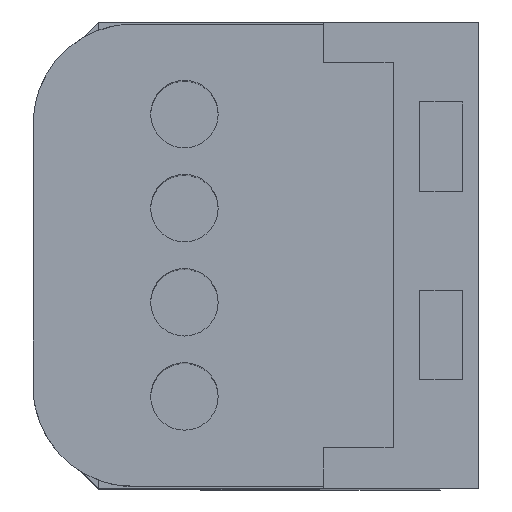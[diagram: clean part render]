
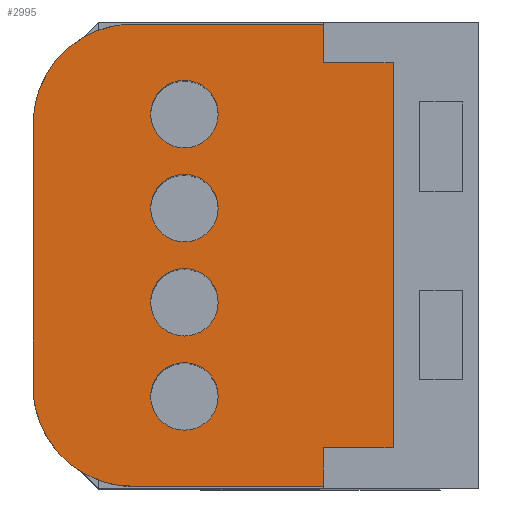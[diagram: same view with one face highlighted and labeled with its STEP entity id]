
A CAD part, top view. The second image highlights one B-rep face of the part: STEP entity #2995.
In plain terms, the highlighted planar face has unit normal (0, 0, 1).
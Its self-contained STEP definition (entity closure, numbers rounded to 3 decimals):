
#2861=AXIS2_PLACEMENT_3D('Plane Axis2P3D',#2858,#2859,#2860) ;
#2925=AXIS2_PLACEMENT_3D('Circle Axis2P3D',#2923,#2924,$) ;
#2934=AXIS2_PLACEMENT_3D('Circle Axis2P3D',#2932,#2933,$) ;
#2943=AXIS2_PLACEMENT_3D('Circle Axis2P3D',#2941,#2942,$) ;
#2952=AXIS2_PLACEMENT_3D('Circle Axis2P3D',#2950,#2951,$) ;
#2961=AXIS2_PLACEMENT_3D('Circle Axis2P3D',#2959,#2960,$) ;
#2970=AXIS2_PLACEMENT_3D('Circle Axis2P3D',#2968,#2969,$) ;
#2979=AXIS2_PLACEMENT_3D('Circle Axis2P3D',#2977,#2978,$) ;
#2988=AXIS2_PLACEMENT_3D('Circle Axis2P3D',#2986,#2987,$) ;
#1627=CARTESIAN_POINT('Vertex',(7.1,1.,21.86)) ;
#1630=CARTESIAN_POINT('Line Origine',(7.1,0.525,21.86)) ;
#1634=CARTESIAN_POINT('Vertex',(7.1,0.05,21.86)) ;
#1865=CARTESIAN_POINT('Vertex',(7.1,10.4,21.86)) ;
#1879=CARTESIAN_POINT('Vertex',(7.1,11.35,21.86)) ;
#1882=CARTESIAN_POINT('Line Origine',(7.1,10.875,21.86)) ;
#2610=CARTESIAN_POINT('Line Origine',(7.95,1.,21.86)) ;
#2614=CARTESIAN_POINT('Vertex',(8.8,1.,21.86)) ;
#2639=CARTESIAN_POINT('Vertex',(8.8,10.4,21.86)) ;
#2642=CARTESIAN_POINT('Line Origine',(8.8,5.7,21.86)) ;
#2655=CARTESIAN_POINT('Line Origine',(7.95,10.4,21.86)) ;
#2858=CARTESIAN_POINT('Axis2P3D Location',(10.9,0.,21.86)) ;
#2864=CARTESIAN_POINT('Control Point',(0.,8.9,21.86)) ;
#2865=CARTESIAN_POINT('Control Point',(0.,9.67,21.86)) ;
#2866=CARTESIAN_POINT('Control Point',(0.301,10.44,21.86)) ;
#2867=CARTESIAN_POINT('Control Point',(0.91,11.049,21.86)) ;
#2868=CARTESIAN_POINT('Control Point',(1.68,11.35,21.86)) ;
#2869=CARTESIAN_POINT('Control Point',(2.45,11.35,21.86)) ;
#2870=CARTESIAN_POINT('Vertex',(0.,8.9,21.86)) ;
#2872=CARTESIAN_POINT('Vertex',(2.45,11.35,21.86)) ;
#2876=CARTESIAN_POINT('Control Point',(0.,2.5,21.86)) ;
#2877=CARTESIAN_POINT('Control Point',(0.,3.78,21.86)) ;
#2878=CARTESIAN_POINT('Control Point',(0.,5.06,21.86)) ;
#2879=CARTESIAN_POINT('Control Point',(0.,6.34,21.86)) ;
#2880=CARTESIAN_POINT('Control Point',(0.,7.62,21.86)) ;
#2881=CARTESIAN_POINT('Control Point',(0.,8.9,21.86)) ;
#2882=CARTESIAN_POINT('Vertex',(0.,2.5,21.86)) ;
#2886=CARTESIAN_POINT('Control Point',(2.5,0.05,21.86)) ;
#2887=CARTESIAN_POINT('Control Point',(1.72,0.034,21.86)) ;
#2888=CARTESIAN_POINT('Control Point',(0.934,0.328,21.86)) ;
#2889=CARTESIAN_POINT('Control Point',(0.309,0.94,21.86)) ;
#2890=CARTESIAN_POINT('Control Point',(0.,1.72,21.86)) ;
#2891=CARTESIAN_POINT('Control Point',(0.,2.5,21.86)) ;
#2892=CARTESIAN_POINT('Vertex',(2.5,0.05,21.86)) ;
#2896=CARTESIAN_POINT('Control Point',(7.1,0.05,21.86)) ;
#2897=CARTESIAN_POINT('Control Point',(6.18,0.05,21.86)) ;
#2898=CARTESIAN_POINT('Control Point',(5.26,0.05,21.86)) ;
#2899=CARTESIAN_POINT('Control Point',(4.34,0.05,21.86)) ;
#2900=CARTESIAN_POINT('Control Point',(3.42,0.05,21.86)) ;
#2901=CARTESIAN_POINT('Control Point',(2.5,0.05,21.86)) ;
#2904=CARTESIAN_POINT('Control Point',(2.45,11.35,21.86)) ;
#2905=CARTESIAN_POINT('Control Point',(3.38,11.35,21.86)) ;
#2906=CARTESIAN_POINT('Control Point',(4.31,11.35,21.86)) ;
#2907=CARTESIAN_POINT('Control Point',(5.24,11.35,21.86)) ;
#2908=CARTESIAN_POINT('Control Point',(6.17,11.35,21.86)) ;
#2909=CARTESIAN_POINT('Control Point',(7.1,11.35,21.86)) ;
#2923=CARTESIAN_POINT('Axis2P3D Location',(3.7,9.15,21.86)) ;
#2927=CARTESIAN_POINT('Vertex',(3.7,8.325,21.86)) ;
#2929=CARTESIAN_POINT('Vertex',(3.7,9.975,21.86)) ;
#2932=CARTESIAN_POINT('Axis2P3D Location',(3.7,9.15,21.86)) ;
#2941=CARTESIAN_POINT('Axis2P3D Location',(3.7,6.85,21.86)) ;
#2945=CARTESIAN_POINT('Vertex',(3.7,6.025,21.86)) ;
#2947=CARTESIAN_POINT('Vertex',(3.7,7.675,21.86)) ;
#2950=CARTESIAN_POINT('Axis2P3D Location',(3.7,6.85,21.86)) ;
#2959=CARTESIAN_POINT('Axis2P3D Location',(3.7,4.55,21.86)) ;
#2963=CARTESIAN_POINT('Vertex',(3.7,3.725,21.86)) ;
#2965=CARTESIAN_POINT('Vertex',(3.7,5.375,21.86)) ;
#2968=CARTESIAN_POINT('Axis2P3D Location',(3.7,4.55,21.86)) ;
#2977=CARTESIAN_POINT('Axis2P3D Location',(3.7,2.25,21.86)) ;
#2981=CARTESIAN_POINT('Vertex',(3.7,1.425,21.86)) ;
#2983=CARTESIAN_POINT('Vertex',(3.7,3.075,21.86)) ;
#2986=CARTESIAN_POINT('Axis2P3D Location',(3.7,2.25,21.86)) ;
#1631=DIRECTION('Vector Direction',(0.,-1.,0.)) ;
#1883=DIRECTION('Vector Direction',(0.,-1.,0.)) ;
#2611=DIRECTION('Vector Direction',(-1.,0.,0.)) ;
#2643=DIRECTION('Vector Direction',(0.,-1.,0.)) ;
#2656=DIRECTION('Vector Direction',(1.,0.,0.)) ;
#2859=DIRECTION('Axis2P3D Direction',(0.,0.,1.)) ;
#2860=DIRECTION('Axis2P3D XDirection',(0.,1.,0.)) ;
#2924=DIRECTION('Axis2P3D Direction',(0.,0.,1.)) ;
#2933=DIRECTION('Axis2P3D Direction',(0.,0.,1.)) ;
#2942=DIRECTION('Axis2P3D Direction',(0.,0.,1.)) ;
#2951=DIRECTION('Axis2P3D Direction',(0.,0.,1.)) ;
#2960=DIRECTION('Axis2P3D Direction',(0.,0.,1.)) ;
#2969=DIRECTION('Axis2P3D Direction',(0.,0.,1.)) ;
#2978=DIRECTION('Axis2P3D Direction',(0.,0.,1.)) ;
#2987=DIRECTION('Axis2P3D Direction',(0.,0.,1.)) ;
#1632=VECTOR('Line Direction',#1631,1.) ;
#1884=VECTOR('Line Direction',#1883,1.) ;
#2612=VECTOR('Line Direction',#2611,1.) ;
#2644=VECTOR('Line Direction',#2643,1.) ;
#2657=VECTOR('Line Direction',#2656,1.) ;
#2912=ORIENTED_EDGE('',*,*,#2874,.F.) ;
#2913=ORIENTED_EDGE('',*,*,#2884,.T.) ;
#2914=ORIENTED_EDGE('',*,*,#2894,.F.) ;
#2915=ORIENTED_EDGE('',*,*,#2902,.T.) ;
#2916=ORIENTED_EDGE('',*,*,#1636,.T.) ;
#2917=ORIENTED_EDGE('',*,*,#2616,.T.) ;
#2918=ORIENTED_EDGE('',*,*,#2646,.T.) ;
#2919=ORIENTED_EDGE('',*,*,#2659,.T.) ;
#2920=ORIENTED_EDGE('',*,*,#1886,.T.) ;
#2921=ORIENTED_EDGE('',*,*,#2910,.T.) ;
#2938=ORIENTED_EDGE('',*,*,#2931,.F.) ;
#2939=ORIENTED_EDGE('',*,*,#2936,.F.) ;
#2956=ORIENTED_EDGE('',*,*,#2949,.F.) ;
#2957=ORIENTED_EDGE('',*,*,#2954,.F.) ;
#2974=ORIENTED_EDGE('',*,*,#2967,.F.) ;
#2975=ORIENTED_EDGE('',*,*,#2972,.F.) ;
#2992=ORIENTED_EDGE('',*,*,#2985,.F.) ;
#2993=ORIENTED_EDGE('',*,*,#2990,.F.) ;
#2940=FACE_BOUND('',#2937,.T.) ;
#2958=FACE_BOUND('',#2955,.T.) ;
#2976=FACE_BOUND('',#2973,.T.) ;
#2994=FACE_BOUND('',#2991,.T.) ;
#2995=ADVANCED_FACE('PLUG',(#2922,#2940,#2958,#2976,#2994),#2862,.T.) ;
#2863=B_SPLINE_CURVE_WITH_KNOTS('',5,(#2864,#2865,#2866,#2867,#2868,#2869),.UNSPECIFIED.,.F.,.U.,(6,6),(0.,4.054),.UNSPECIFIED.) ;
#2875=B_SPLINE_CURVE_WITH_KNOTS('',5,(#2876,#2877,#2878,#2879,#2880,#2881),.UNSPECIFIED.,.F.,.U.,(6,6),(0.,6.4),.UNSPECIFIED.) ;
#2885=B_SPLINE_CURVE_WITH_KNOTS('',5,(#2886,#2887,#2888,#2889,#2890,#2891),.UNSPECIFIED.,.F.,.U.,(6,6),(0.,4.113),.UNSPECIFIED.) ;
#2895=B_SPLINE_CURVE_WITH_KNOTS('',5,(#2896,#2897,#2898,#2899,#2900,#2901),.UNSPECIFIED.,.F.,.U.,(6,6),(0.,4.6),.UNSPECIFIED.) ;
#2903=B_SPLINE_CURVE_WITH_KNOTS('',5,(#2904,#2905,#2906,#2907,#2908,#2909),.UNSPECIFIED.,.F.,.U.,(6,6),(0.,4.65),.UNSPECIFIED.) ;
#2926=CIRCLE('generated circle',#2925,0.825) ;
#2935=CIRCLE('generated circle',#2934,0.825) ;
#2944=CIRCLE('generated circle',#2943,0.825) ;
#2953=CIRCLE('generated circle',#2952,0.825) ;
#2962=CIRCLE('generated circle',#2961,0.825) ;
#2971=CIRCLE('generated circle',#2970,0.825) ;
#2980=CIRCLE('generated circle',#2979,0.825) ;
#2989=CIRCLE('generated circle',#2988,0.825) ;
#1636=EDGE_CURVE('',#1635,#1628,#1633,.F.) ;
#1886=EDGE_CURVE('',#1866,#1880,#1885,.F.) ;
#2616=EDGE_CURVE('',#1628,#2615,#2613,.F.) ;
#2646=EDGE_CURVE('',#2615,#2640,#2645,.F.) ;
#2659=EDGE_CURVE('',#2640,#1866,#2658,.F.) ;
#2874=EDGE_CURVE('',#2871,#2873,#2863,.T.) ;
#2884=EDGE_CURVE('',#2871,#2883,#2875,.F.) ;
#2894=EDGE_CURVE('',#2893,#2883,#2885,.T.) ;
#2902=EDGE_CURVE('',#2893,#1635,#2895,.F.) ;
#2910=EDGE_CURVE('',#1880,#2873,#2903,.F.) ;
#2931=EDGE_CURVE('',#2928,#2930,#2926,.T.) ;
#2936=EDGE_CURVE('',#2930,#2928,#2935,.T.) ;
#2949=EDGE_CURVE('',#2946,#2948,#2944,.T.) ;
#2954=EDGE_CURVE('',#2948,#2946,#2953,.T.) ;
#2967=EDGE_CURVE('',#2964,#2966,#2962,.T.) ;
#2972=EDGE_CURVE('',#2966,#2964,#2971,.T.) ;
#2985=EDGE_CURVE('',#2982,#2984,#2980,.T.) ;
#2990=EDGE_CURVE('',#2984,#2982,#2989,.T.) ;
#2911=EDGE_LOOP('',(#2912,#2913,#2914,#2915,#2916,#2917,#2918,#2919,#2920,#2921)) ;
#2937=EDGE_LOOP('',(#2938,#2939)) ;
#2955=EDGE_LOOP('',(#2956,#2957)) ;
#2973=EDGE_LOOP('',(#2974,#2975)) ;
#2991=EDGE_LOOP('',(#2992,#2993)) ;
#2922=FACE_OUTER_BOUND('',#2911,.T.) ;
#1633=LINE('Line',#1630,#1632) ;
#1885=LINE('Line',#1882,#1884) ;
#2613=LINE('Line',#2610,#2612) ;
#2645=LINE('Line',#2642,#2644) ;
#2658=LINE('Line',#2655,#2657) ;
#2862=PLANE('',#2861) ;
#1628=VERTEX_POINT('',#1627) ;
#1635=VERTEX_POINT('',#1634) ;
#1866=VERTEX_POINT('',#1865) ;
#1880=VERTEX_POINT('',#1879) ;
#2615=VERTEX_POINT('',#2614) ;
#2640=VERTEX_POINT('',#2639) ;
#2871=VERTEX_POINT('',#2870) ;
#2873=VERTEX_POINT('',#2872) ;
#2883=VERTEX_POINT('',#2882) ;
#2893=VERTEX_POINT('',#2892) ;
#2928=VERTEX_POINT('',#2927) ;
#2930=VERTEX_POINT('',#2929) ;
#2946=VERTEX_POINT('',#2945) ;
#2948=VERTEX_POINT('',#2947) ;
#2964=VERTEX_POINT('',#2963) ;
#2966=VERTEX_POINT('',#2965) ;
#2982=VERTEX_POINT('',#2981) ;
#2984=VERTEX_POINT('',#2983) ;
